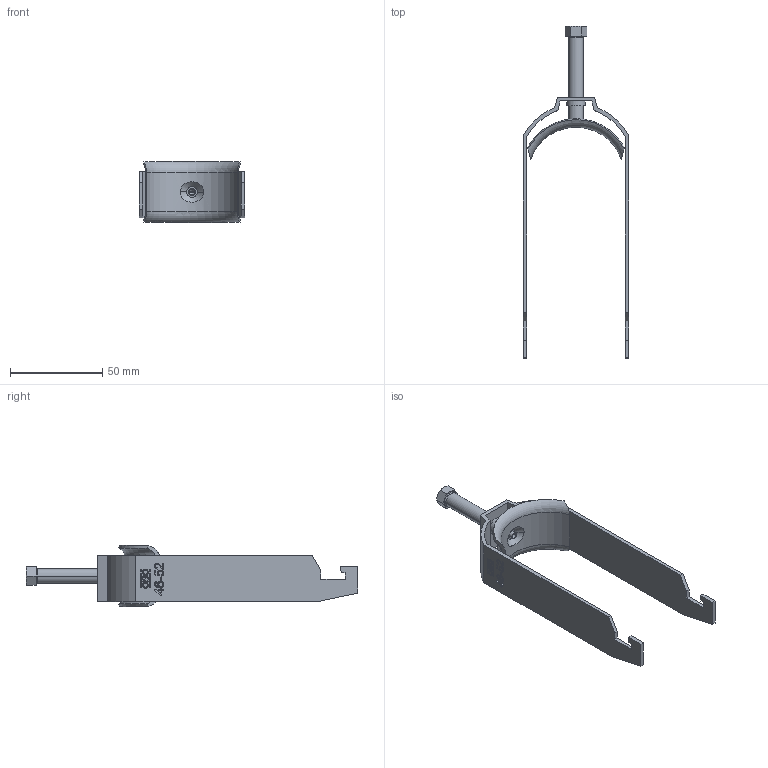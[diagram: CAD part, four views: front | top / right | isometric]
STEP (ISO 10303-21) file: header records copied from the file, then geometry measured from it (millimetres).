
FILE_DESCRIPTION (( 'STEP AP214' ), '1' );
FILE_NAME ('1186550.STEP', '2023-09-04T09:01:58', ( '' ), ( '' ), 'SwSTEP 2.0', 'SolidWorks 2022', '' );
FILE_SCHEMA (( 'AUTOMOTIVE_DESIGN' ));
Length unit declared in the file: millimetre
Products named in the file (4): 1186550; 203451_Standard; 142313_Druckschraube - M8 x 45; 157113_2Fach
Assembly tree (3 placements, depth 2):
  1186550
    142313_Druckschraube - M8 x 45
    203451_Standard
    157113_2Fach
Bounding box: 57 x 179.5 x 33.09 mm (x, y, z)
Volume: 20739.8 mm3; surface area: 22639.7 mm2
Topology: 3 solids, 3 shells, 238 faces, 622 edges, 412 vertices
Faces by surface type: plane 139, bspline 47, cylinder 34, cone 10, torus 8
Entity records: 11826 total; most frequent: CARTESIAN_POINT 5645, ORIENTED_EDGE 1236, DIRECTION 970, EDGE_CURVE 618, VERTEX_POINT 412, VECTOR 376, LINE 376, AXIS2_PLACEMENT_3D 297
